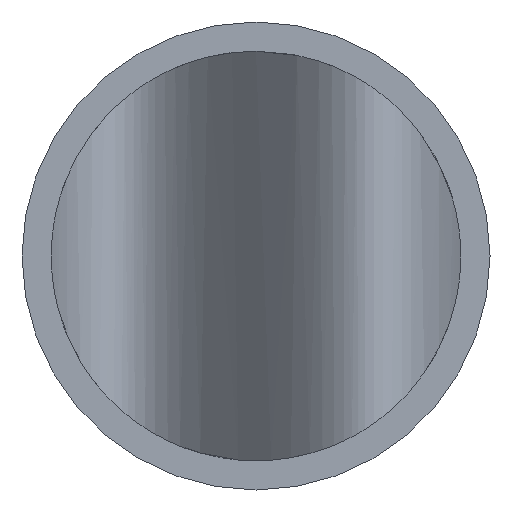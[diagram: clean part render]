
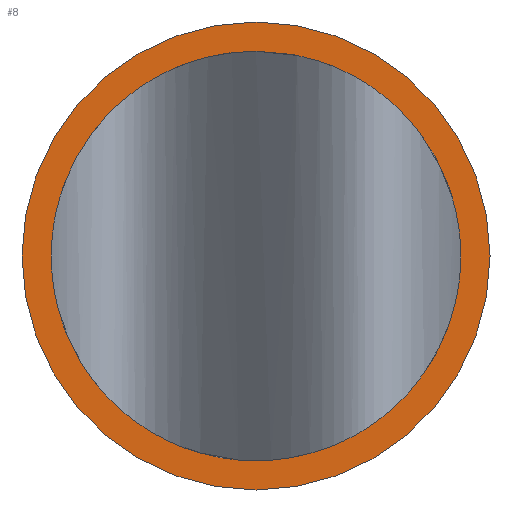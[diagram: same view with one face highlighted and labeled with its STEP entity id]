
A CAD part, front view. The second image highlights one B-rep face of the part: STEP entity #8.
In plain terms, the highlighted planar face has unit normal (0, -1, 0).
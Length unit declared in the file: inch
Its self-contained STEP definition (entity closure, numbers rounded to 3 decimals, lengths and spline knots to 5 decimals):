
#4 = VERTEX_POINT ( 'NONE', #211 ) ;
#6 = CIRCLE ( 'NONE', #17, 0.0689 ) ;
#8 = ADVANCED_FACE ( 'NONE', ( #143, #244 ), #168, .F. ) ;
#12 = DIRECTION ( 'NONE',  ( 0., 0., 1. ) ) ;
#17 = AXIS2_PLACEMENT_3D ( 'NONE', #108, #110, #12 ) ;
#29 = DIRECTION ( 'NONE',  ( 0., 1., 0. ) ) ;
#50 = EDGE_CURVE ( 'NONE', #4, #4, #193, .T. ) ;
#56 = ORIENTED_EDGE ( 'NONE', *, *, #119, .F. ) ;
#58 = DIRECTION ( 'NONE',  ( 0., 1., 0. ) ) ;
#74 = EDGE_LOOP ( 'NONE', ( #56 ) ) ;
#106 = ORIENTED_EDGE ( 'NONE', *, *, #50, .F. ) ;
#108 = CARTESIAN_POINT ( 'NONE',  ( 0., -0.68898, 0. ) ) ;
#110 = DIRECTION ( 'NONE',  ( 0., -1., 0. ) ) ;
#119 = EDGE_CURVE ( 'NONE', #209, #209, #6, .T. ) ;
#127 = AXIS2_PLACEMENT_3D ( 'NONE', #232, #58, #194 ) ;
#143 = FACE_OUTER_BOUND ( 'NONE', #222, .T. ) ;
#161 = DIRECTION ( 'NONE',  ( 0., 0., -1. ) ) ;
#168 = PLANE ( 'NONE',  #127 ) ;
#193 = CIRCLE ( 'NONE', #217, 0.07874 ) ;
#194 = DIRECTION ( 'NONE',  ( 0., 0., 1. ) ) ;
#208 = CARTESIAN_POINT ( 'NONE',  ( 0., -0.68898, 0. ) ) ;
#209 = VERTEX_POINT ( 'NONE', #226 ) ;
#211 = CARTESIAN_POINT ( 'NONE',  ( 0., -0.68898, -0.07874 ) ) ;
#217 = AXIS2_PLACEMENT_3D ( 'NONE', #208, #29, #161 ) ;
#222 = EDGE_LOOP ( 'NONE', ( #106 ) ) ;
#226 = CARTESIAN_POINT ( 'NONE',  ( 0., -0.68898, 0.0689 ) ) ;
#232 = CARTESIAN_POINT ( 'NONE',  ( 0., -0.68898, 0. ) ) ;
#244 = FACE_BOUND ( 'NONE', #74, .T. ) ;
